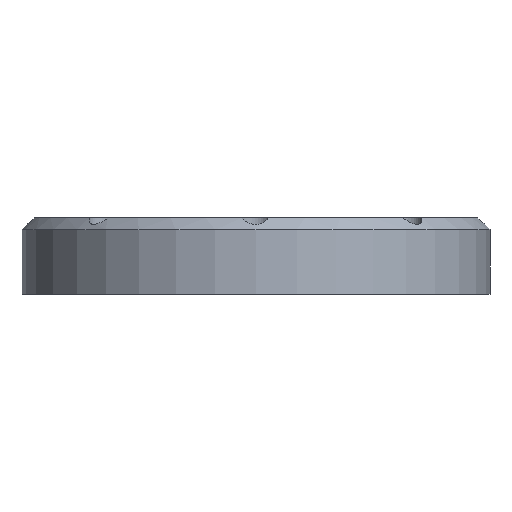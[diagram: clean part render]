
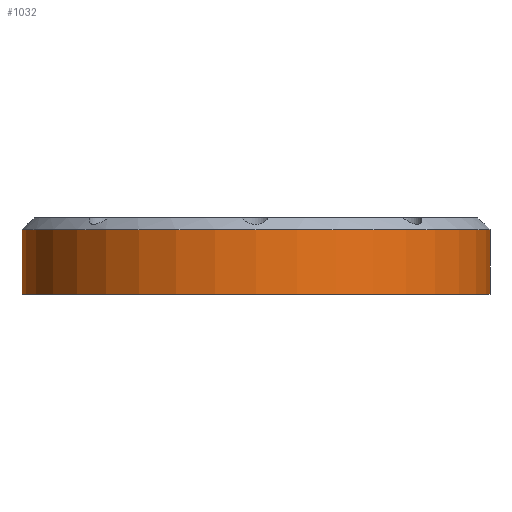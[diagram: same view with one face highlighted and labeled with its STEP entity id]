
A CAD part, front view. The second image highlights one B-rep face of the part: STEP entity #1032.
In plain terms, the highlighted cylindrical face has radius 98 mm (diameter 196 mm), a partial arc.
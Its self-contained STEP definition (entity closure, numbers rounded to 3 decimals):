
#81 = EDGE_CURVE ( 'NONE', #1297, #1639, #1967, .T. ) ;
#110 = DIRECTION ( 'NONE',  ( 0., 0., -1. ) ) ;
#176 = DIRECTION ( 'NONE',  ( -1., 0., 0. ) ) ;
#200 = ORIENTED_EDGE ( 'NONE', *, *, #396, .T. ) ;
#372 = EDGE_CURVE ( 'NONE', #1038, #1297, #1053, .T. ) ;
#396 = EDGE_CURVE ( 'NONE', #2151, #1639, #1027, .T. ) ;
#497 = CARTESIAN_POINT ( 'NONE',  ( 97.911, 0.173, 12. ) ) ;
#757 = AXIS2_PLACEMENT_3D ( 'NONE', #1552, #2298, #176 ) ;
#803 = ORIENTED_EDGE ( 'NONE', *, *, #372, .F. ) ;
#981 = VECTOR ( 'NONE', #1809, 1000. ) ;
#1027 = LINE ( 'NONE', #1606, #1904 ) ;
#1032 = ADVANCED_FACE ( 'NONE', ( #1403 ), #2166, .T. ) ;
#1038 = VERTEX_POINT ( 'NONE', #1391 ) ;
#1053 = LINE ( 'NONE', #497, #981 ) ;
#1081 = DIRECTION ( 'NONE',  ( 0., 0., -1. ) ) ;
#1141 = CIRCLE ( 'NONE', #2308, 98. ) ;
#1256 = DIRECTION ( 'NONE',  ( 1., 0., 0. ) ) ;
#1297 = VERTEX_POINT ( 'NONE', #1740 ) ;
#1391 = CARTESIAN_POINT ( 'NONE',  ( 97.911, 0.173, 7. ) ) ;
#1403 = FACE_OUTER_BOUND ( 'NONE', #2375, .T. ) ;
#1509 = CARTESIAN_POINT ( 'NONE',  ( -98.089, 0.173, 7. ) ) ;
#1536 = EDGE_CURVE ( 'NONE', #1038, #2151, #1141, .T. ) ;
#1552 = CARTESIAN_POINT ( 'NONE',  ( -0.089, 0.173, -20. ) ) ;
#1606 = CARTESIAN_POINT ( 'NONE',  ( -98.089, 0.173, 12. ) ) ;
#1609 = CARTESIAN_POINT ( 'NONE',  ( -0.089, 0.173, 7. ) ) ;
#1639 = VERTEX_POINT ( 'NONE', #1687 ) ;
#1677 = ORIENTED_EDGE ( 'NONE', *, *, #1536, .T. ) ;
#1687 = CARTESIAN_POINT ( 'NONE',  ( -98.089, 0.173, -20. ) ) ;
#1740 = CARTESIAN_POINT ( 'NONE',  ( 97.911, 0.173, -20. ) ) ;
#1791 = CARTESIAN_POINT ( 'NONE',  ( -0.089, 0.173, 12. ) ) ;
#1798 = AXIS2_PLACEMENT_3D ( 'NONE', #1791, #2362, #1981 ) ;
#1809 = DIRECTION ( 'NONE',  ( 0., 0., -1. ) ) ;
#1850 = ORIENTED_EDGE ( 'NONE', *, *, #81, .F. ) ;
#1904 = VECTOR ( 'NONE', #1081, 1000. ) ;
#1967 = CIRCLE ( 'NONE', #757, 98. ) ;
#1981 = DIRECTION ( 'NONE',  ( -1., 0., 0. ) ) ;
#2151 = VERTEX_POINT ( 'NONE', #1509 ) ;
#2166 = CYLINDRICAL_SURFACE ( 'NONE', #1798, 98. ) ;
#2298 = DIRECTION ( 'NONE',  ( 0., 0., -1. ) ) ;
#2308 = AXIS2_PLACEMENT_3D ( 'NONE', #1609, #110, #1256 ) ;
#2362 = DIRECTION ( 'NONE',  ( 0., 0., -1. ) ) ;
#2375 = EDGE_LOOP ( 'NONE', ( #803, #1677, #200, #1850 ) ) ;
